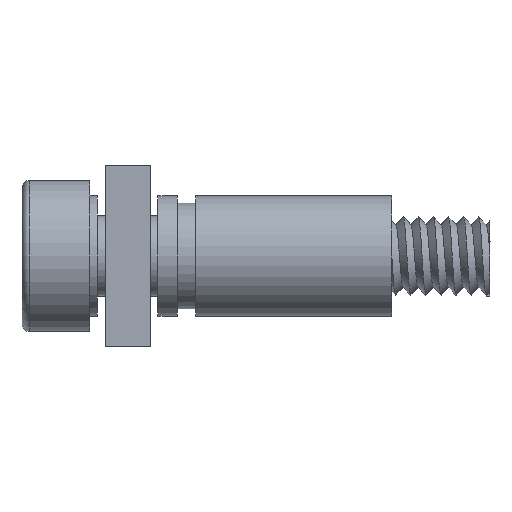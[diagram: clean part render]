
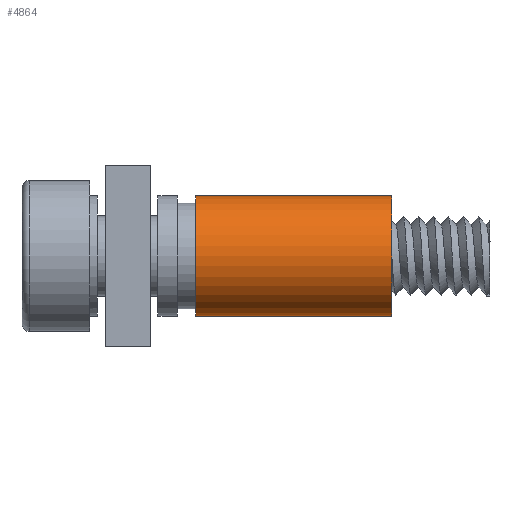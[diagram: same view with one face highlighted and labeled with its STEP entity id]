
A CAD part, left-side view. The second image highlights one B-rep face of the part: STEP entity #4864.
In plain terms, the highlighted cylindrical face has radius 2 mm (diameter 4 mm), a partial arc.
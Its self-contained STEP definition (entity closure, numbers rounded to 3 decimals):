
#139 = DIRECTION ( 'NONE',  ( 0., 0., -1. ) ) ;
#152 = LINE ( 'NONE', #7179, #7767 ) ;
#458 = DIRECTION ( 'NONE',  ( 0., 1., 0. ) ) ;
#544 = EDGE_CURVE ( 'NONE', #4479, #2973, #7676, .T. ) ;
#701 = CARTESIAN_POINT ( 'NONE',  ( 0., -11.75, -2. ) ) ;
#1097 = AXIS2_PLACEMENT_3D ( 'NONE', #9242, #4691, #139 ) ;
#1598 = CARTESIAN_POINT ( 'NONE',  ( 0., -11.75, 2. ) ) ;
#1849 = CARTESIAN_POINT ( 'NONE',  ( 0., -11.75, 0. ) ) ;
#1935 = CARTESIAN_POINT ( 'NONE',  ( 0., -5.25, 0. ) ) ;
#2712 = DIRECTION ( 'NONE',  ( 0., 0., -1. ) ) ;
#2973 = VERTEX_POINT ( 'NONE', #5388 ) ;
#2996 = AXIS2_PLACEMENT_3D ( 'NONE', #1935, #7258, #2712 ) ;
#3397 = DIRECTION ( 'NONE',  ( 0., 1., 0. ) ) ;
#3457 = CIRCLE ( 'NONE', #2996, 2. ) ;
#3653 = ORIENTED_EDGE ( 'NONE', *, *, #5577, .T. ) ;
#3724 = EDGE_CURVE ( 'NONE', #7711, #8626, #152, .T. ) ;
#3856 = VECTOR ( 'NONE', #458, 1000. ) ;
#4311 = FACE_OUTER_BOUND ( 'NONE', #6517, .T. ) ;
#4479 = VERTEX_POINT ( 'NONE', #701 ) ;
#4530 = ORIENTED_EDGE ( 'NONE', *, *, #3724, .T. ) ;
#4691 = DIRECTION ( 'NONE',  ( 0., -1., 0. ) ) ;
#4864 = ADVANCED_FACE ( 'NONE', ( #4311 ), #5353, .T. ) ;
#4988 = CARTESIAN_POINT ( 'NONE',  ( 0., -11.75, -2. ) ) ;
#5353 = CYLINDRICAL_SURFACE ( 'NONE', #5615, 2. ) ;
#5388 = CARTESIAN_POINT ( 'NONE',  ( 0., -5.25, -2. ) ) ;
#5555 = CIRCLE ( 'NONE', #1097, 2. ) ;
#5577 = EDGE_CURVE ( 'NONE', #8626, #2973, #3457, .T. ) ;
#5615 = AXIS2_PLACEMENT_3D ( 'NONE', #1849, #5649, #6437 ) ;
#5649 = DIRECTION ( 'NONE',  ( 0., 1., 0. ) ) ;
#6155 = CARTESIAN_POINT ( 'NONE',  ( 0., -5.25, 2. ) ) ;
#6242 = ORIENTED_EDGE ( 'NONE', *, *, #544, .F. ) ;
#6437 = DIRECTION ( 'NONE',  ( 0., 0., 1. ) ) ;
#6517 = EDGE_LOOP ( 'NONE', ( #6242, #8500, #4530, #3653 ) ) ;
#7179 = CARTESIAN_POINT ( 'NONE',  ( 0., -11.75, 2. ) ) ;
#7258 = DIRECTION ( 'NONE',  ( 0., -1., 0. ) ) ;
#7676 = LINE ( 'NONE', #4988, #3856 ) ;
#7711 = VERTEX_POINT ( 'NONE', #1598 ) ;
#7738 = EDGE_CURVE ( 'NONE', #7711, #4479, #5555, .T. ) ;
#7767 = VECTOR ( 'NONE', #3397, 1000. ) ;
#8500 = ORIENTED_EDGE ( 'NONE', *, *, #7738, .F. ) ;
#8626 = VERTEX_POINT ( 'NONE', #6155 ) ;
#9242 = CARTESIAN_POINT ( 'NONE',  ( 0., -11.75, 0. ) ) ;
